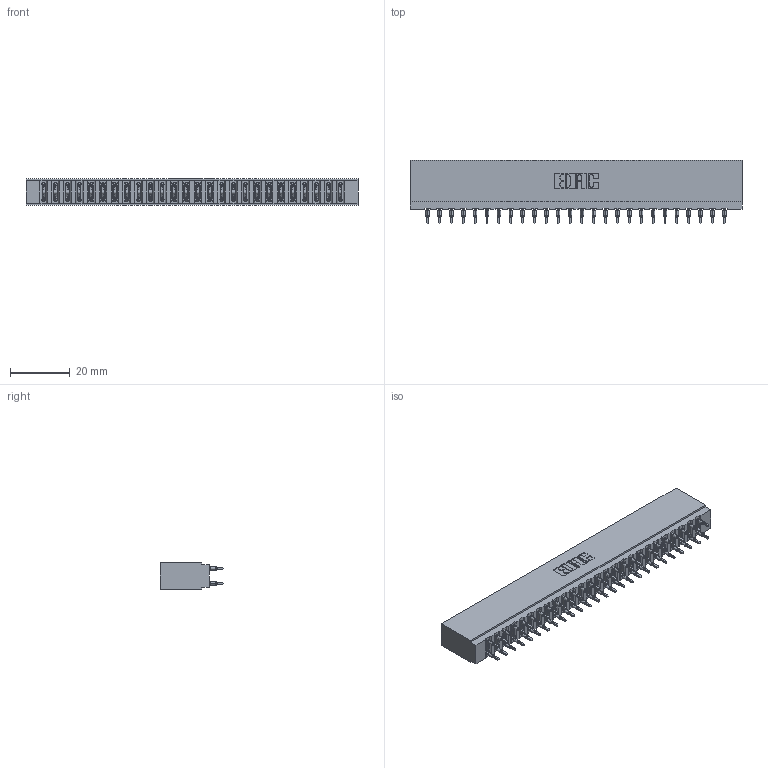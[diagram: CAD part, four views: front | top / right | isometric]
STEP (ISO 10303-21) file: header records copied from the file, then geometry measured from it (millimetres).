
FILE_DESCRIPTION (( 'STEP AP203' ), '1' );
FILE_NAME ('737-052-560-201.STEP', '2026-03-05T23:49:38', ( '' ), ( '' ), 'SwSTEP 2.0', 'SolidWorks 2023', '' );
FILE_SCHEMA (( 'CONFIG_CONTROL_DESIGN' ));
Length unit declared in the file: millimetre
Products named in the file (3): 745-292-001_560; 737 Part_Insulator Option - 01; 737-052-560-201
Assembly tree (53 placements, depth 2):
  737-052-560-201
    737 Part_Insulator Option - 01
    745-292-001_560  x52
Bounding box: 110.9 x 21.22 x 8.89 mm (x, y, z)
Volume: 11193.6 mm3; surface area: 17199.4 mm2
Topology: 53 solids, 53 shells, 5242 faces, 14347 edges, 9114 vertices
Faces by surface type: plane 2732, cylinder 1158, bspline 1040, torus 312
Entity records: 47104 total; most frequent: CARTESIAN_POINT 8687, ORIENTED_EDGE 8090, DIRECTION 7079, EDGE_CURVE 4045, VECTOR 3699, LINE 3699, VERTEX_POINT 2586, AXIS2_PLACEMENT_3D 1690
